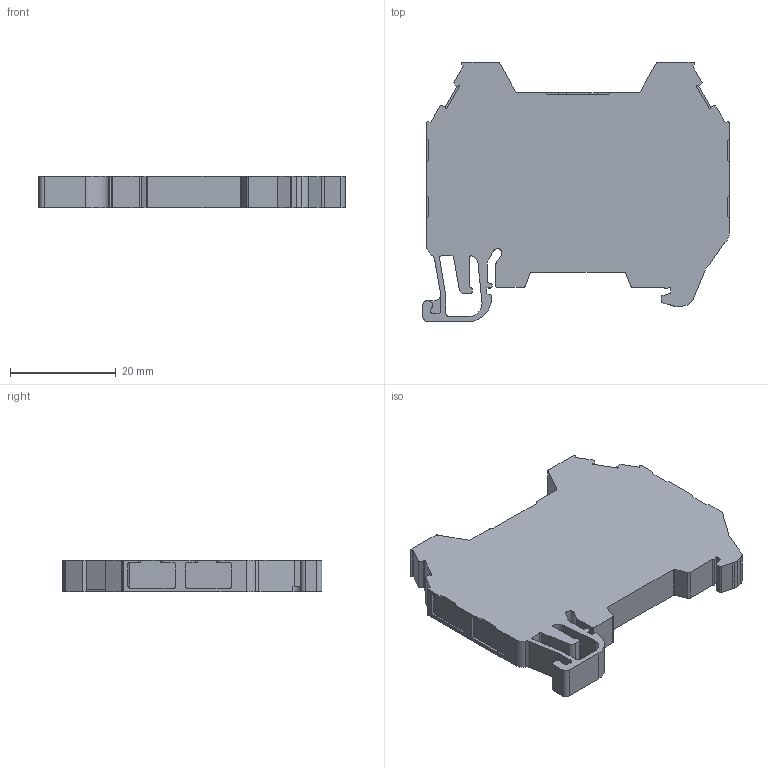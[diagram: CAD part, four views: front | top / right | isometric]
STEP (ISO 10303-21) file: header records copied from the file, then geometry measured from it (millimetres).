
FILE_DESCRIPTION (( 'STEP AP214' ), '1' );
FILE_NAME ('324910_AVK 2,5 CF_BG.STP', '2015-08-06T08:22:39', ( '' ), ( '' ), 'SwSTEP 2.0', 'SolidWorks 2015', '' );
FILE_SCHEMA (( 'AUTOMOTIVE_DESIGN' ));
Length unit declared in the file: millimetre
Products named in the file (1): 324910_AVK 2,5 CF_BG
Bounding box: 57.83 x 49.05 x 6 mm (x, y, z)
Volume: 12418.8 mm3; surface area: 6027.7 mm2
Topology: 1 solids, 1 shells, 222 faces, 645 edges, 429 vertices
Faces by surface type: plane 133, cylinder 89
Entity records: 7382 total; most frequent: CARTESIAN_POINT 1309, ORIENTED_EDGE 1290, DIRECTION 1266, EDGE_CURVE 645, LINE 462, VECTOR 462, VERTEX_POINT 429, AXIS2_PLACEMENT_3D 402
